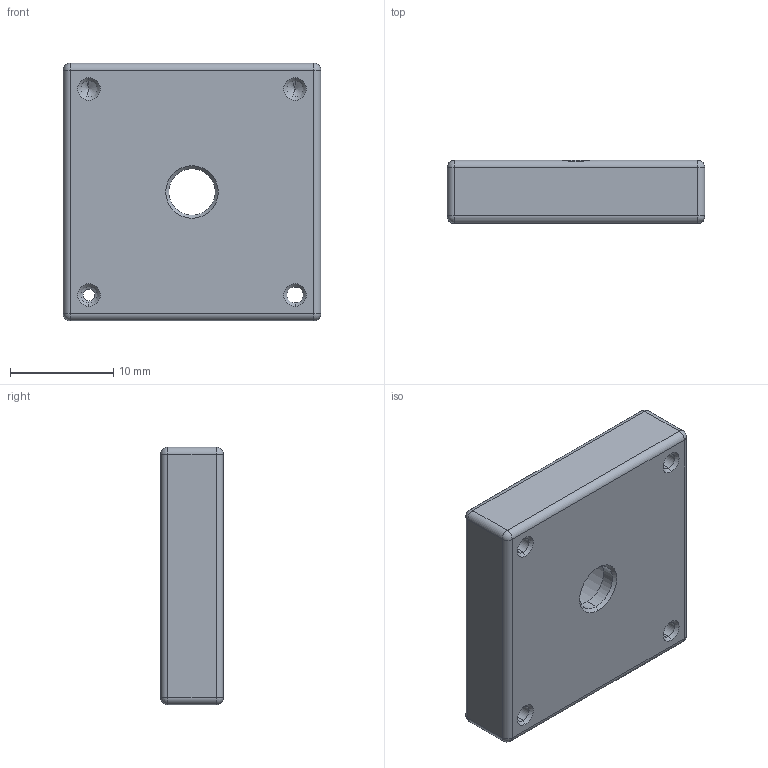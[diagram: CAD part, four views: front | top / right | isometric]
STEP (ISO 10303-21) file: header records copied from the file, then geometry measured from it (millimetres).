
FILE_DESCRIPTION (( 'STEP AP203' ), '1' );
FILE_NAME ('BPKBD-25-B.STEP', '2025-10-27T05:53:18', ( '' ), ( '' ), 'SwSTEP 2.0', 'SolidWorks 2020', '' );
FILE_SCHEMA (( 'CONFIG_CONTROL_DESIGN' ));
Length unit declared in the file: millimetre
Products named in the file (5): 菁啣; 6℅3埴翐棠沺; 1×4圆柱销; 4×1.5耐磨垫; BPKBD-25-B
Assembly tree (8 placements, depth 2):
  BPKBD-25-B
    菁啣
    6℅3埴翐棠沺  x4
    1×4圆柱销  x2
    4×1.5耐磨垫
Bounding box: 25 x 6.1 x 25 mm (x, y, z)
Volume: 3451.3 mm3; surface area: 2701.5 mm2
Topology: 8 solids, 8 shells, 481 faces, 1232 edges, 790 vertices
Faces by surface type: plane 284, bspline 85, cylinder 54, cone 50, sphere 8
Entity records: 18207 total; most frequent: CARTESIAN_POINT 6983, ORIENTED_EDGE 2344, DIRECTION 1880, EDGE_CURVE 1172, LINE 866, VECTOR 866, VERTEX_POINT 762, AXIS2_PLACEMENT_3D 507
